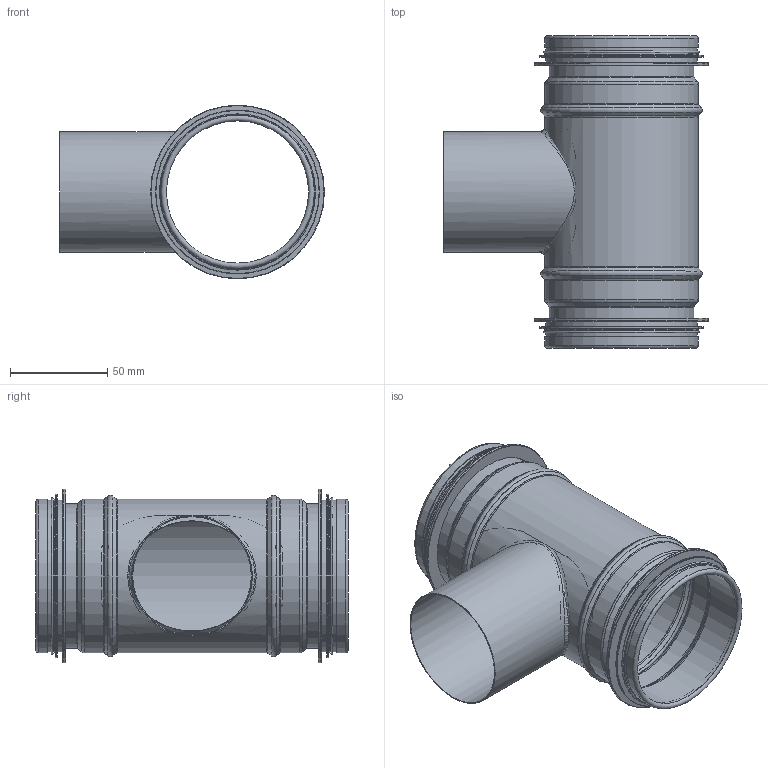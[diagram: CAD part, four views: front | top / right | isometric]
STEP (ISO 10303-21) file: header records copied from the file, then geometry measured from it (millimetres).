
FILE_DESCRIPTION((''),'2;1');
FILE_NAME('HTK_80-63.stp','2014-02-20T15:55:14',(''),(''),'Autodesk Inventor 2013','Autodesk Inventor 2013','');
FILE_SCHEMA(('AUTOMOTIVE_DESIGN { 1 2 10303 214 0 1 1 1 }'));
Length unit declared in the file: millimetre
Products named in the file (5): HTK_80-63; HTKRörämne_80-63; 999002; HPS_80-63; HPSRörämne_80-63
Assembly tree (5 placements, depth 3):
  HTK_80-63
    HTKRörämne_80-63
    999002  x2
    HPS_80-63
      HPSRörämne_80-63
Bounding box: 136.32 x 161 x 89.45 mm (x, y, z)
Volume: 43741.9 mm3; surface area: 134708.8 mm2
Topology: 4 solids, 4 shells, 115 faces, 240 edges, 138 vertices
Faces by surface type: cylinder 42, torus 36, cone 18, plane 17, bspline 2
Full cylindrical faces by diameter (mm): 61.05 x1, 62.05 x1, 73.25 x2, 74.25 x2, 75.45 x2, 78.05 x11, 79.05 x5, 84.45 x2, 89.45 x2
Entity records: 3250 total; most frequent: CARTESIAN_POINT 1195, DIRECTION 398, ORIENTED_EDGE 278, AXIS2_PLACEMENT_3D 191, EDGE_LOOP 172, EDGE_CURVE 139, VERTEX_POINT 117, STYLED_ITEM 99
